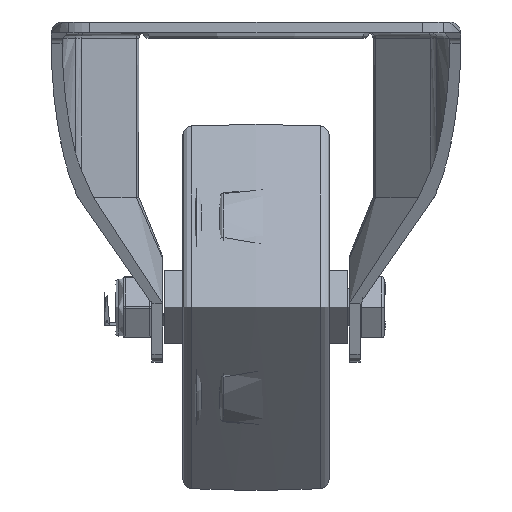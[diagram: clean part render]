
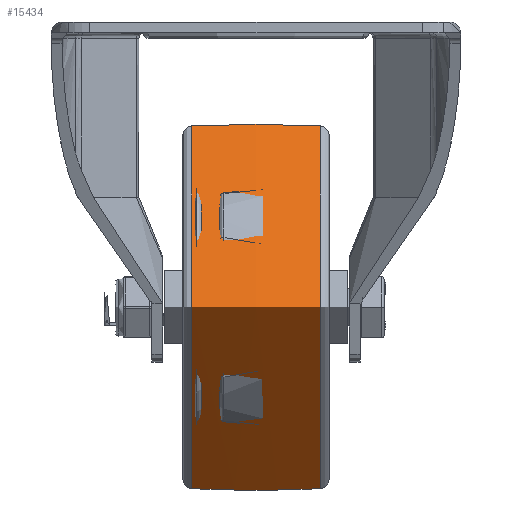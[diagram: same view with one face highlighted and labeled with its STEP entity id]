
A CAD part, left-side view. The second image highlights one B-rep face of the part: STEP entity #15434.
In plain terms, the highlighted free-form (B-spline) face has degree [2, 2] with [3, 9] control points.
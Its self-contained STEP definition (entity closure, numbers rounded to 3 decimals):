
#95=(
BOUNDED_SURFACE()
B_SPLINE_SURFACE(2,2,((#27971,#27972,#27973,#27974,#27975,#27976,#27977,
#27978,#27979),(#27980,#27981,#27982,#27983,#27984,#27985,#27986,#27987,
#27988),(#27989,#27990,#27991,#27992,#27993,#27994,#27995,#27996,#27997)),
 .UNSPECIFIED.,.F.,.T.,.F.)
B_SPLINE_SURFACE_WITH_KNOTS((3,3),(3,2,2,2,3),(-0.044,0.044),
(-3.142,-1.571,0.,1.571,3.142),
 .UNSPECIFIED.)
GEOMETRIC_REPRESENTATION_ITEM()
RATIONAL_B_SPLINE_SURFACE(((1.,0.707,1.,0.707,1.,
0.707,1.,0.707,1.),(0.999,0.706,
0.999,0.706,0.999,0.706,0.999,
0.706,0.999),(1.,0.707,1.,0.707,
1.,0.707,1.,0.707,1.)))
REPRESENTATION_ITEM('')
SURFACE()
);
#2206=FACE_OUTER_BOUND('',#3205,.T.);
#3205=EDGE_LOOP('',(#11494,#11495,#11496,#11497));
#5972=CIRCLE('',#16784,49.612);
#5973=CIRCLE('',#16785,400.25);
#5974=CIRCLE('',#16786,49.612);
#6861=VERTEX_POINT('',#27968);
#6862=VERTEX_POINT('',#27998);
#8562=EDGE_CURVE('',#6861,#6861,#5972,.T.);
#8563=EDGE_CURVE('',#6861,#6862,#5973,.T.);
#8564=EDGE_CURVE('',#6862,#6862,#5974,.T.);
#11494=ORIENTED_EDGE('',*,*,#8562,.F.);
#11495=ORIENTED_EDGE('',*,*,#8563,.T.);
#11496=ORIENTED_EDGE('',*,*,#8564,.T.);
#11497=ORIENTED_EDGE('',*,*,#8563,.F.);
#15434=ADVANCED_FACE('',(#2206),#95,.F.);
#16784=AXIS2_PLACEMENT_3D('',#27970,#18940,#18941);
#16785=AXIS2_PLACEMENT_3D('',#27999,#18942,#18943);
#16786=AXIS2_PLACEMENT_3D('',#28000,#18944,#18945);
#18940=DIRECTION('center_axis',(0.,1.,0.));
#18941=DIRECTION('ref_axis',(0.,0.,1.));
#18942=DIRECTION('center_axis',(-1.,0.,0.));
#18943=DIRECTION('ref_axis',(0.,0.,-1.));
#18944=DIRECTION('center_axis',(0.,1.,0.));
#18945=DIRECTION('ref_axis',(0.,0.,1.));
#27968=CARTESIAN_POINT('',(0.,17.61,-49.612));
#27970=CARTESIAN_POINT('Origin',(0.,17.61,0.));
#27971=CARTESIAN_POINT('Ctrl Pts',(0.,-17.61,-49.612));
#27972=CARTESIAN_POINT('Ctrl Pts',(-49.612,-17.61,
-49.612));
#27973=CARTESIAN_POINT('Ctrl Pts',(-49.612,-17.61,
0.));
#27974=CARTESIAN_POINT('Ctrl Pts',(-49.612,-17.61,
49.612));
#27975=CARTESIAN_POINT('Ctrl Pts',(0.,-17.61,49.612));
#27976=CARTESIAN_POINT('Ctrl Pts',(49.612,-17.61,49.612));
#27977=CARTESIAN_POINT('Ctrl Pts',(49.612,-17.61,0.));
#27978=CARTESIAN_POINT('Ctrl Pts',(49.612,-17.61,-49.612));
#27979=CARTESIAN_POINT('Ctrl Pts',(0.,-17.61,-49.612));
#27980=CARTESIAN_POINT('Ctrl Pts',(0.,0.,-50.388));
#27981=CARTESIAN_POINT('Ctrl Pts',(-50.388,0.,
-50.388));
#27982=CARTESIAN_POINT('Ctrl Pts',(-50.388,0.,
0.));
#27983=CARTESIAN_POINT('Ctrl Pts',(-50.388,0.,
50.388));
#27984=CARTESIAN_POINT('Ctrl Pts',(0.,0.,50.388));
#27985=CARTESIAN_POINT('Ctrl Pts',(50.388,0.,
50.388));
#27986=CARTESIAN_POINT('Ctrl Pts',(50.388,0.,
0.));
#27987=CARTESIAN_POINT('Ctrl Pts',(50.388,0.,
-50.388));
#27988=CARTESIAN_POINT('Ctrl Pts',(0.,0.,-50.388));
#27989=CARTESIAN_POINT('Ctrl Pts',(0.,17.61,-49.612));
#27990=CARTESIAN_POINT('Ctrl Pts',(-49.612,17.61,-49.612));
#27991=CARTESIAN_POINT('Ctrl Pts',(-49.612,17.61,0.));
#27992=CARTESIAN_POINT('Ctrl Pts',(-49.612,17.61,49.612));
#27993=CARTESIAN_POINT('Ctrl Pts',(0.,17.61,49.612));
#27994=CARTESIAN_POINT('Ctrl Pts',(49.612,17.61,49.612));
#27995=CARTESIAN_POINT('Ctrl Pts',(49.612,17.61,0.));
#27996=CARTESIAN_POINT('Ctrl Pts',(49.612,17.61,-49.612));
#27997=CARTESIAN_POINT('Ctrl Pts',(0.,17.61,-49.612));
#27998=CARTESIAN_POINT('',(0.,-17.61,-49.612));
#27999=CARTESIAN_POINT('Origin',(0.,0.,
350.25));
#28000=CARTESIAN_POINT('Origin',(0.,-17.61,0.));
